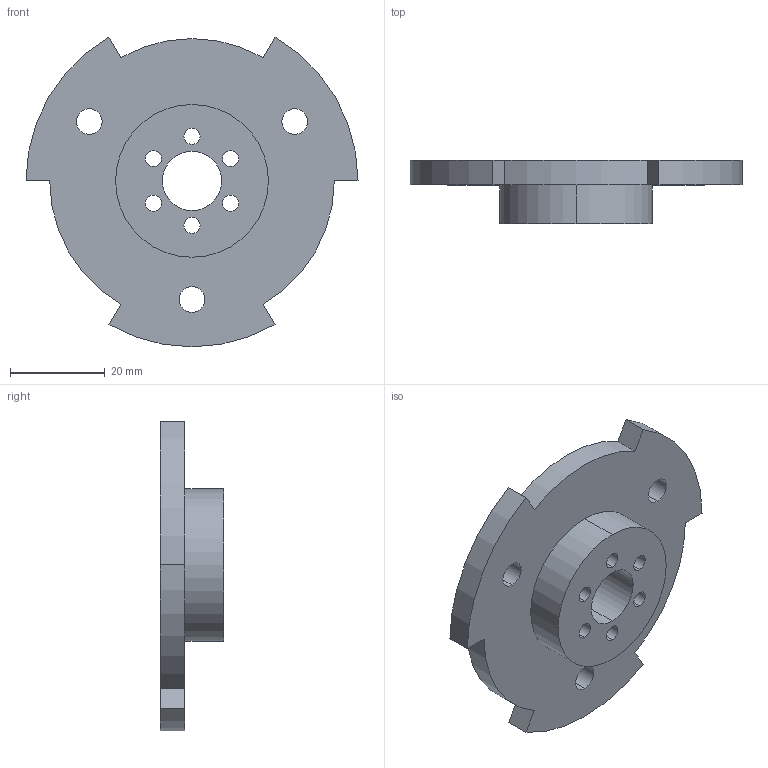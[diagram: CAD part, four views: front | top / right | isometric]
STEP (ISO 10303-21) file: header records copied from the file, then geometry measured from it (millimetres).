
FILE_DESCRIPTION (( 'STEP AP214' ), '1' );
FILE_NAME ('BT-0008-Top Part.STEP', '2025-06-22T20:35:07', ( '' ), ( '' ), 'SwSTEP 2.0', 'SolidWorks 2023', '' );
FILE_SCHEMA (( 'AUTOMOTIVE_DESIGN' ));
Length unit declared in the file: millimetre
Products named in the file (1): BT-0008-Top Part
Bounding box: 70 x 13.38 x 65.31 mm (x, y, z)
Volume: 21239.4 mm3; surface area: 9873.3 mm2
Topology: 1 solids, 1 shells, 38 faces, 105 edges, 70 vertices
Faces by surface type: cylinder 29, plane 9
Entity records: 1310 total; most frequent: DIRECTION 241, CARTESIAN_POINT 214, ORIENTED_EDGE 210, EDGE_CURVE 105, AXIS2_PLACEMENT_3D 97, VERTEX_POINT 70, EDGE_LOOP 59, CIRCLE 58
